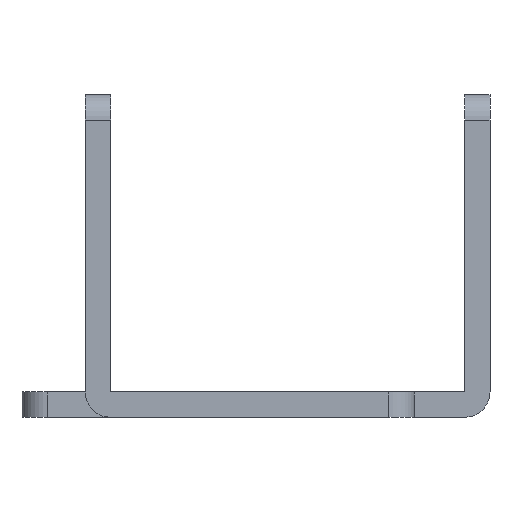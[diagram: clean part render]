
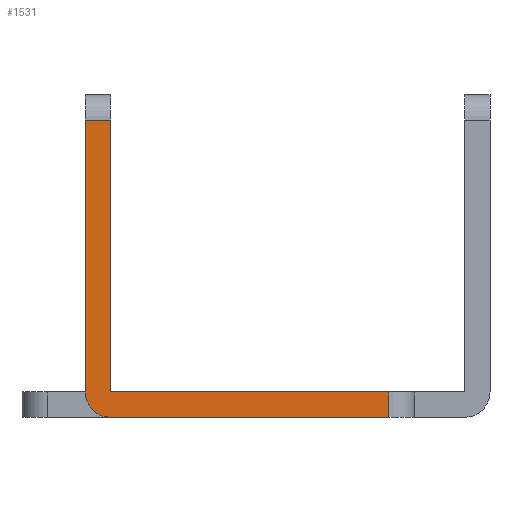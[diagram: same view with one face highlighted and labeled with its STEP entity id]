
A CAD part, left-side view. The second image highlights one B-rep face of the part: STEP entity #1531.
In plain terms, the highlighted planar face has unit normal (-1, 0, 0).
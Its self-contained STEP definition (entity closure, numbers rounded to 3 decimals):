
#22 = EDGE_CURVE ( 'NONE', #1921, #2766, #2823, .T. ) ;
#36 = CARTESIAN_POINT ( 'NONE',  ( -30.427, 14.298, 2. ) ) ;
#70 = DIRECTION ( 'NONE',  ( 1., 0., 0. ) ) ;
#87 = DIRECTION ( 'NONE',  ( 0., 1., 0. ) ) ;
#120 = VECTOR ( 'NONE', #638, 1000. ) ;
#211 = CARTESIAN_POINT ( 'NONE',  ( -30.427, -7.702, 0. ) ) ;
#363 = VECTOR ( 'NONE', #741, 1000. ) ;
#385 = ORIENTED_EDGE ( 'NONE', *, *, #1307, .F. ) ;
#399 = CARTESIAN_POINT ( 'NONE',  ( -30.427, 16.298, 25.5 ) ) ;
#436 = EDGE_CURVE ( 'NONE', #2077, #2291, #3080, .T. ) ;
#469 = CARTESIAN_POINT ( 'NONE',  ( -30.427, 16.298, 23.5 ) ) ;
#548 = DIRECTION ( 'NONE',  ( -1., 0., 0. ) ) ;
#638 = DIRECTION ( 'NONE',  ( 0., -1., 0. ) ) ;
#641 = VECTOR ( 'NONE', #2678, 1000. ) ;
#714 = FACE_OUTER_BOUND ( 'NONE', #1623, .T. ) ;
#741 = DIRECTION ( 'NONE',  ( 0., -1., 0. ) ) ;
#857 = EDGE_CURVE ( 'NONE', #2702, #1921, #3173, .T. ) ;
#883 = CARTESIAN_POINT ( 'NONE',  ( -30.427, 21.298, 0. ) ) ;
#915 = VECTOR ( 'NONE', #1086, 1000. ) ;
#920 = CARTESIAN_POINT ( 'NONE',  ( -30.427, -7.702, 2. ) ) ;
#983 = AXIS2_PLACEMENT_3D ( 'NONE', #3610, #548, #1925 ) ;
#1086 = DIRECTION ( 'NONE',  ( 0., 0., 1. ) ) ;
#1165 = CARTESIAN_POINT ( 'NONE',  ( -30.427, 14.298, 23.5 ) ) ;
#1307 = EDGE_CURVE ( 'NONE', #3567, #2766, #2162, .T. ) ;
#1370 = CARTESIAN_POINT ( 'NONE',  ( -30.427, -7.702, 2. ) ) ;
#1373 = ORIENTED_EDGE ( 'NONE', *, *, #22, .T. ) ;
#1531 = ADVANCED_FACE ( 'NONE', ( #714 ), #2377, .F. ) ;
#1550 = EDGE_CURVE ( 'NONE', #2291, #1884, #2626, .T. ) ;
#1592 = CARTESIAN_POINT ( 'NONE',  ( -30.427, 16.298, 2. ) ) ;
#1620 = DIRECTION ( 'NONE',  ( 0., 0., -1. ) ) ;
#1623 = EDGE_LOOP ( 'NONE', ( #3316, #1373, #385, #2565, #1705, #1812, #2346 ) ) ;
#1705 = ORIENTED_EDGE ( 'NONE', *, *, #436, .T. ) ;
#1812 = ORIENTED_EDGE ( 'NONE', *, *, #1550, .T. ) ;
#1883 = CIRCLE ( 'NONE', #983, 2. ) ;
#1884 = VERTEX_POINT ( 'NONE', #1592 ) ;
#1896 = LINE ( 'NONE', #3016, #2606 ) ;
#1921 = VERTEX_POINT ( 'NONE', #211 ) ;
#1925 = DIRECTION ( 'NONE',  ( 0., 1., 0. ) ) ;
#1959 = CARTESIAN_POINT ( 'NONE',  ( -30.427, 21.298, 23.5 ) ) ;
#2077 = VERTEX_POINT ( 'NONE', #1165 ) ;
#2162 = LINE ( 'NONE', #3275, #363 ) ;
#2291 = VERTEX_POINT ( 'NONE', #469 ) ;
#2346 = ORIENTED_EDGE ( 'NONE', *, *, #3069, .T. ) ;
#2377 = PLANE ( 'NONE',  #3367 ) ;
#2565 = ORIENTED_EDGE ( 'NONE', *, *, #2748, .F. ) ;
#2606 = VECTOR ( 'NONE', #1620, 1000. ) ;
#2626 = LINE ( 'NONE', #399, #641 ) ;
#2678 = DIRECTION ( 'NONE',  ( 0., 0., -1. ) ) ;
#2702 = VERTEX_POINT ( 'NONE', #2761 ) ;
#2748 = EDGE_CURVE ( 'NONE', #2077, #3567, #1896, .T. ) ;
#2761 = CARTESIAN_POINT ( 'NONE',  ( -30.427, 14.298, 0. ) ) ;
#2766 = VERTEX_POINT ( 'NONE', #920 ) ;
#2823 = LINE ( 'NONE', #1370, #915 ) ;
#2929 = VECTOR ( 'NONE', #3605, 1000. ) ;
#2937 = CARTESIAN_POINT ( 'NONE',  ( -30.427, 21.298, 2. ) ) ;
#3016 = CARTESIAN_POINT ( 'NONE',  ( -30.427, 14.298, 25.5 ) ) ;
#3069 = EDGE_CURVE ( 'NONE', #1884, #2702, #1883, .T. ) ;
#3080 = LINE ( 'NONE', #1959, #2929 ) ;
#3173 = LINE ( 'NONE', #883, #120 ) ;
#3275 = CARTESIAN_POINT ( 'NONE',  ( -30.427, 21.298, 2. ) ) ;
#3316 = ORIENTED_EDGE ( 'NONE', *, *, #857, .T. ) ;
#3367 = AXIS2_PLACEMENT_3D ( 'NONE', #2937, #70, #87 ) ;
#3567 = VERTEX_POINT ( 'NONE', #36 ) ;
#3605 = DIRECTION ( 'NONE',  ( 0., 1., 0. ) ) ;
#3610 = CARTESIAN_POINT ( 'NONE',  ( -30.427, 14.298, 2. ) ) ;
